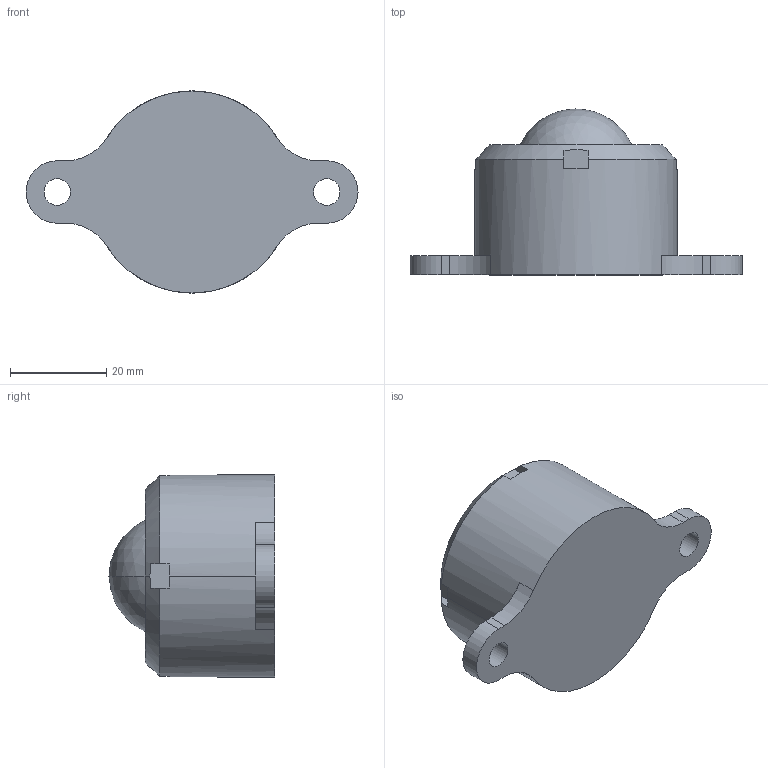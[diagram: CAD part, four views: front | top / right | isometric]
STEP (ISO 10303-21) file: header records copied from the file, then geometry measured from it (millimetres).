
FILE_DESCRIPTION (( 'STEP AP203' ), '1' );
FILE_NAME ('K-145-25W.STEP', '2009-08-10T04:40:36', ( '11sw' ), ( 'タキゲン製造株式会社' ), 'SwSTEP 2.0', 'SolidWorks 2007', '' );
FILE_SCHEMA (( 'CONFIG_CONTROL_DESIGN' ));
Length unit declared in the file: millimetre
Products named in the file (1): K-145-25W
Bounding box: 69 x 34.5 x 42 mm (x, y, z)
Volume: 39727.9 mm3; surface area: 7235 mm2
Topology: 1 solids, 1 shells, 41 faces, 115 edges, 77 vertices
Faces by surface type: plane 24, cylinder 13, sphere 2, cone 2
Entity records: 1476 total; most frequent: CARTESIAN_POINT 312, ORIENTED_EDGE 230, DIRECTION 229, EDGE_CURVE 115, AXIS2_PLACEMENT_3D 86, VERTEX_POINT 77, VECTOR 57, LINE 57
